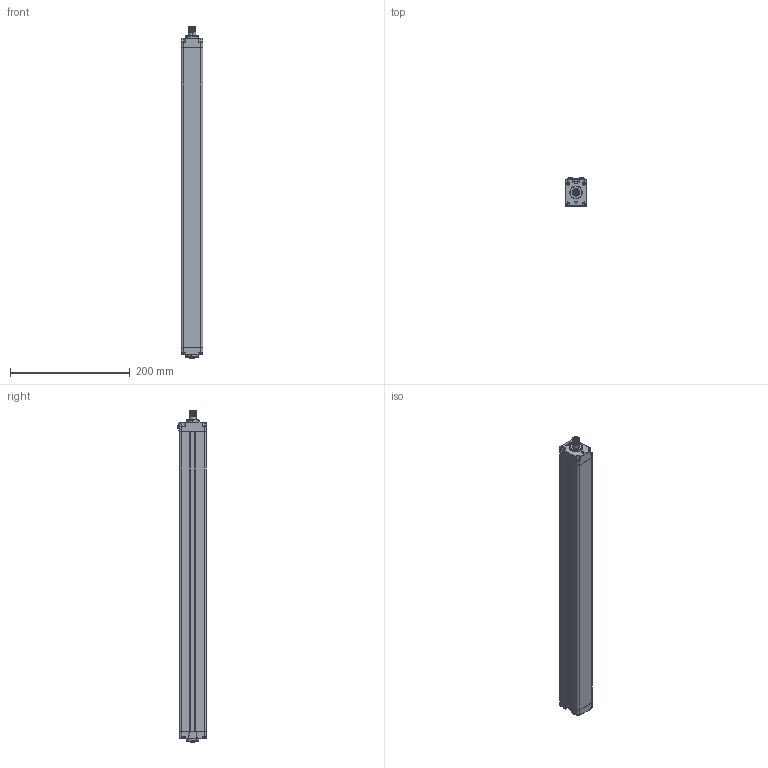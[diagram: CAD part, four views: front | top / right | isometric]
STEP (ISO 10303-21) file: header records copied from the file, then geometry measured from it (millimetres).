
FILE_DESCRIPTION((''),'2;1');
FILE_NAME('145444_SW','2011-02-28T',('banengservice'),('BANNER ENGINEERING'),'PRO/ENGINEER BY PARAMETRIC TECHNOLOGY CORPORATION, 2009141','PRO/ENGINEER BY PARAMETRIC TECHNOLOGY CORPORATION, 2009141','');
FILE_SCHEMA(('CONFIG_CONTROL_DESIGN'));
Length unit declared in the file: inch
Products named in the file (1): 145444_SW
Bounding box: 36 x 47.41 x 555.12 mm (x, y, z)
Volume: 345139.6 mm3; surface area: 206090.2 mm2
Topology: 1 solids, 1 shells, 1221 faces, 3280 edges, 2054 vertices
Faces by surface type: cylinder 555, plane 521, torus 50, sphere 42, cone 28, bspline 25
Entity records: 47182 total; most frequent: CARTESIAN_POINT 16042, DIRECTION 6664, ORIENTED_EDGE 6492, EDGE_CURVE 3246, AXIS2_PLACEMENT_3D 2404, VERTEX_POINT 2054, VECTOR 1856, LINE 1856
